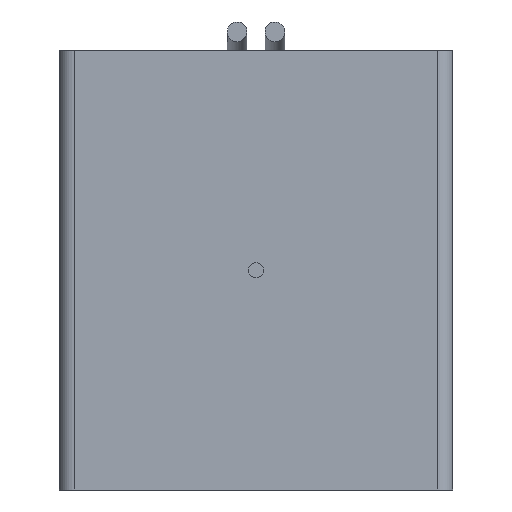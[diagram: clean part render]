
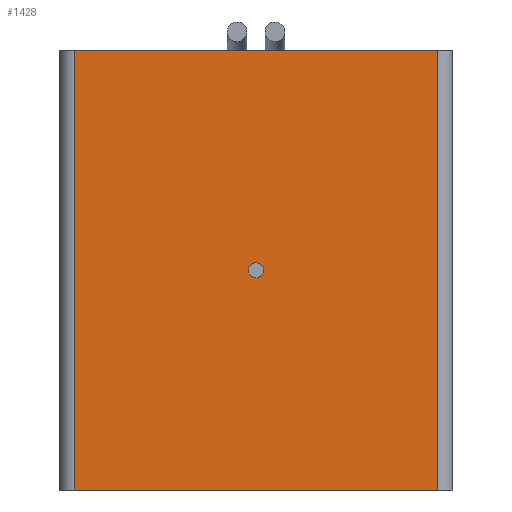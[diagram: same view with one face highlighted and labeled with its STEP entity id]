
A CAD part, left-side view. The second image highlights one B-rep face of the part: STEP entity #1428.
In plain terms, the highlighted planar face has unit normal (-1, 0, 0).
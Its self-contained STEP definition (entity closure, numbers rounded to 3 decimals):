
#131=LINE('',#2303,#235);
#132=LINE('',#2307,#236);
#133=LINE('',#2309,#237);
#134=LINE('',#2311,#238);
#235=VECTOR('',#1831,1000.);
#236=VECTOR('',#1836,1000.);
#237=VECTOR('',#1837,1000.);
#238=VECTOR('',#1838,1000.);
#378=ORIENTED_EDGE('',*,*,#747,.F.);
#379=ORIENTED_EDGE('',*,*,#748,.F.);
#380=ORIENTED_EDGE('',*,*,#746,.F.);
#381=ORIENTED_EDGE('',*,*,#749,.T.);
#382=ORIENTED_EDGE('',*,*,#750,.T.);
#746=EDGE_CURVE('',#925,#924,#131,.T.);
#747=EDGE_CURVE('',#926,#926,#1022,.T.);
#748=EDGE_CURVE('',#924,#927,#132,.T.);
#749=EDGE_CURVE('',#925,#928,#133,.T.);
#750=EDGE_CURVE('',#928,#927,#134,.T.);
#924=VERTEX_POINT('',#2300);
#925=VERTEX_POINT('',#2302);
#926=VERTEX_POINT('',#2306);
#927=VERTEX_POINT('',#2308);
#928=VERTEX_POINT('',#2310);
#1022=CIRCLE('',#1572,1.);
#1110=EDGE_LOOP('',(#378));
#1111=EDGE_LOOP('',(#379,#380,#381,#382));
#1254=FACE_BOUND('',#1110,.T.);
#1255=FACE_BOUND('',#1111,.T.);
#1381=PLANE('',#1571);
#1428=ADVANCED_FACE('',(#1254,#1255),#1381,.T.);
#1571=AXIS2_PLACEMENT_3D('',#2304,#1832,#1833);
#1572=AXIS2_PLACEMENT_3D('',#2305,#1834,#1835);
#1831=DIRECTION('',(0.,0.,-1.));
#1832=DIRECTION('',(-1.,0.,0.));
#1833=DIRECTION('',(0.,-1.,0.));
#1834=DIRECTION('',(-1.,0.,0.));
#1835=DIRECTION('',(0.,-1.,0.));
#1836=DIRECTION('',(0.,1.,0.));
#1837=DIRECTION('',(0.,1.,0.));
#1838=DIRECTION('',(0.,0.,-1.));
#2300=CARTESIAN_POINT('',(0.,-24.,-29.));
#2302=CARTESIAN_POINT('',(0.,-24.,29.));
#2303=CARTESIAN_POINT('',(0.,-24.,29.));
#2304=CARTESIAN_POINT('',(0.,-24.,29.));
#2305=CARTESIAN_POINT('',(0.,0.,0.));
#2306=CARTESIAN_POINT('',(0.,-1.,0.));
#2307=CARTESIAN_POINT('',(0.,-24.,-29.));
#2308=CARTESIAN_POINT('',(0.,24.,-29.));
#2309=CARTESIAN_POINT('',(0.,-24.,29.));
#2310=CARTESIAN_POINT('',(0.,24.,29.));
#2311=CARTESIAN_POINT('',(0.,24.,29.));
